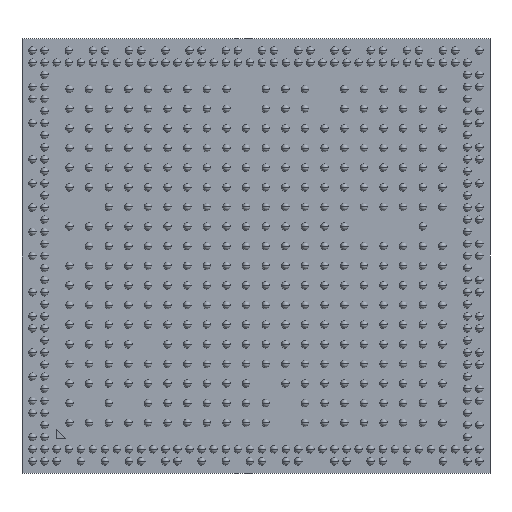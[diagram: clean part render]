
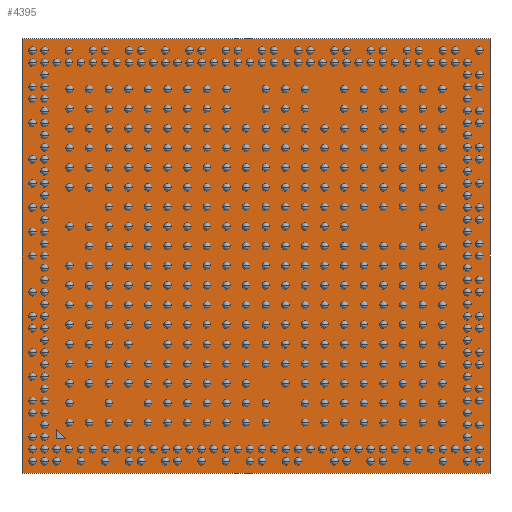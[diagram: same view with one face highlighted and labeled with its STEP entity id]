
A CAD part, front view. The second image highlights one B-rep face of the part: STEP entity #4395.
In plain terms, the highlighted planar face has unit normal (0, -1, 0).
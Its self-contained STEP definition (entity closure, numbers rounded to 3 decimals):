
#14 = PLANE ( 'NONE',  #2321 ) ;
#134 = VERTEX_POINT ( 'NONE', #420 ) ;
#163 = VERTEX_POINT ( 'NONE', #567 ) ;
#197 = CARTESIAN_POINT ( 'NONE',  ( -6.3, 0.2, -6.05 ) ) ;
#321 = LINE ( 'NONE', #4072, #2464 ) ;
#322 = DIRECTION ( 'NONE',  ( 0., 0., 1. ) ) ;
#420 = CARTESIAN_POINT ( 'NONE',  ( -7.75, 0.2, -7.2 ) ) ;
#459 = CARTESIAN_POINT ( 'NONE',  ( -6.6, 0.2, -5.75 ) ) ;
#465 = VERTEX_POINT ( 'NONE', #459 ) ;
#567 = CARTESIAN_POINT ( 'NONE',  ( 7.75, 0.2, 7.2 ) ) ;
#703 = CARTESIAN_POINT ( 'NONE',  ( -7.75, 0.2, 7.2 ) ) ;
#792 = CARTESIAN_POINT ( 'NONE',  ( 7.75, 0.2, -7.2 ) ) ;
#894 = VERTEX_POINT ( 'NONE', #703 ) ;
#1007 = LINE ( 'NONE', #3406, #3909 ) ;
#1052 = CARTESIAN_POINT ( 'NONE',  ( 7.75, 0.2, 7.2 ) ) ;
#1162 = VECTOR ( 'NONE', #2256, 1000. ) ;
#1494 = DIRECTION ( 'NONE',  ( 1., 0., 0. ) ) ;
#1704 = DIRECTION ( 'NONE',  ( -1., 0., 0. ) ) ;
#1714 = EDGE_LOOP ( 'NONE', ( #4336, #3597, #2460, #3411 ) ) ;
#1717 = LINE ( 'NONE', #792, #5221 ) ;
#1729 = LINE ( 'NONE', #4511, #1162 ) ;
#2256 = DIRECTION ( 'NONE',  ( 1., 0., 0. ) ) ;
#2321 = AXIS2_PLACEMENT_3D ( 'NONE', #3774, #2811, #4174 ) ;
#2457 = DIRECTION ( 'NONE',  ( 0., 0., -1. ) ) ;
#2460 = ORIENTED_EDGE ( 'NONE', *, *, #4225, .F. ) ;
#2464 = VECTOR ( 'NONE', #1494, 1000. ) ;
#2502 = EDGE_CURVE ( 'NONE', #3713, #465, #4700, .T. ) ;
#2549 = ORIENTED_EDGE ( 'NONE', *, *, #2920, .F. ) ;
#2687 = DIRECTION ( 'NONE',  ( 0., 0., -1. ) ) ;
#2688 = EDGE_CURVE ( 'NONE', #3022, #3713, #1729, .T. ) ;
#2811 = DIRECTION ( 'NONE',  ( 0., 1., 0. ) ) ;
#2891 = CARTESIAN_POINT ( 'NONE',  ( -6.3, 0.2, -6.05 ) ) ;
#2920 = EDGE_CURVE ( 'NONE', #465, #3022, #5283, .T. ) ;
#2925 = ORIENTED_EDGE ( 'NONE', *, *, #2688, .F. ) ;
#3022 = VERTEX_POINT ( 'NONE', #5023 ) ;
#3163 = FACE_OUTER_BOUND ( 'NONE', #1714, .T. ) ;
#3288 = EDGE_CURVE ( 'NONE', #4217, #134, #1717, .T. ) ;
#3406 = CARTESIAN_POINT ( 'NONE',  ( -7.75, 0.2, -7.2 ) ) ;
#3411 = ORIENTED_EDGE ( 'NONE', *, *, #3288, .F. ) ;
#3582 = VECTOR ( 'NONE', #2687, 1000. ) ;
#3595 = EDGE_CURVE ( 'NONE', #163, #4217, #4855, .T. ) ;
#3597 = ORIENTED_EDGE ( 'NONE', *, *, #4428, .F. ) ;
#3713 = VERTEX_POINT ( 'NONE', #197 ) ;
#3774 = CARTESIAN_POINT ( 'NONE',  ( 0., 0.2, 0. ) ) ;
#3892 = FACE_BOUND ( 'NONE', #4504, .T. ) ;
#3909 = VECTOR ( 'NONE', #322, 1000. ) ;
#4072 = CARTESIAN_POINT ( 'NONE',  ( -7.75, 0.2, 7.2 ) ) ;
#4174 = DIRECTION ( 'NONE',  ( 0., 0., 1. ) ) ;
#4217 = VERTEX_POINT ( 'NONE', #5013 ) ;
#4225 = EDGE_CURVE ( 'NONE', #134, #894, #1007, .T. ) ;
#4336 = ORIENTED_EDGE ( 'NONE', *, *, #3595, .F. ) ;
#4395 = ADVANCED_FACE ( 'NONE', ( #3892, #3163 ), #14, .F. ) ;
#4400 = CARTESIAN_POINT ( 'NONE',  ( -6.6, 0.2, -5.75 ) ) ;
#4428 = EDGE_CURVE ( 'NONE', #894, #163, #321, .T. ) ;
#4504 = EDGE_LOOP ( 'NONE', ( #5067, #2925, #2549 ) ) ;
#4511 = CARTESIAN_POINT ( 'NONE',  ( -6.6, 0.2, -6.05 ) ) ;
#4700 = LINE ( 'NONE', #2891, #4902 ) ;
#4736 = DIRECTION ( 'NONE',  ( -0.707, 0., 0.707 ) ) ;
#4855 = LINE ( 'NONE', #1052, #5262 ) ;
#4902 = VECTOR ( 'NONE', #4736, 1000. ) ;
#5013 = CARTESIAN_POINT ( 'NONE',  ( 7.75, 0.2, -7.2 ) ) ;
#5023 = CARTESIAN_POINT ( 'NONE',  ( -6.6, 0.2, -6.05 ) ) ;
#5067 = ORIENTED_EDGE ( 'NONE', *, *, #2502, .F. ) ;
#5221 = VECTOR ( 'NONE', #1704, 1000. ) ;
#5262 = VECTOR ( 'NONE', #2457, 1000. ) ;
#5283 = LINE ( 'NONE', #4400, #3582 ) ;
